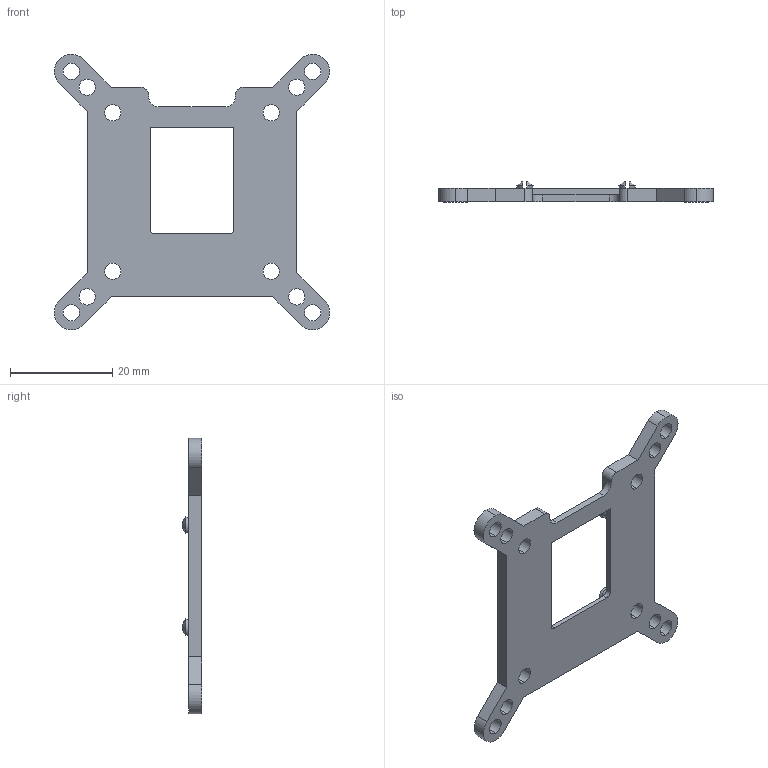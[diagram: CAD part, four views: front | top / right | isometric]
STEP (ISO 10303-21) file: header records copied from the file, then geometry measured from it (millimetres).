
FILE_DESCRIPTION (( 'STEP AP214' ), '1' );
FILE_NAME ('enc_mnt_TS_EK_MB.STEP', '2024-12-11T18:57:15', ( '' ), ( '' ), 'SwSTEP 2.0', 'SolidWorks 2025', '' );
FILE_SCHEMA (( 'AUTOMOTIVE_DESIGN' ));
Length unit declared in the file: millimetre
Products named in the file (1): enc_mnt_TS_EK_MB
Bounding box: 53.84 x 3.85 x 53.83 mm (x, y, z)
Volume: 3143.5 mm3; surface area: 4079.8 mm2
Topology: 1 solids, 1 shells, 107 faces, 306 edges, 204 vertices
Faces by surface type: plane 47, cylinder 44, cone 16
Entity records: 3711 total; most frequent: CARTESIAN_POINT 778, ORIENTED_EDGE 612, DIRECTION 610, EDGE_CURVE 306, AXIS2_PLACEMENT_3D 228, VERTEX_POINT 204, VECTOR 154, LINE 154
